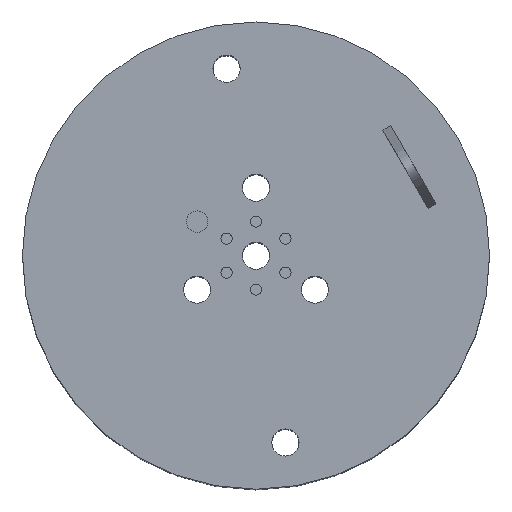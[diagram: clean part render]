
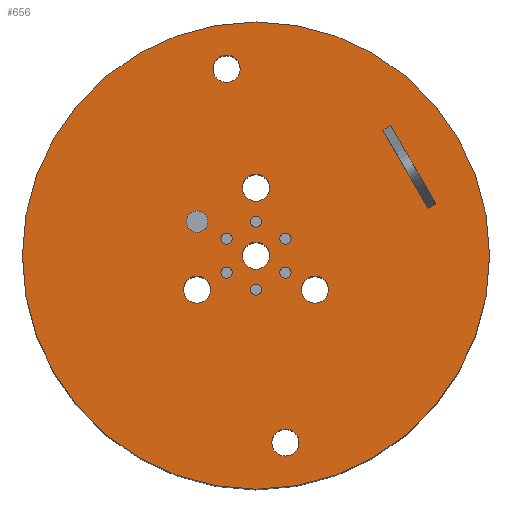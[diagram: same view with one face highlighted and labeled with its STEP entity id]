
A CAD part, top view. The second image highlights one B-rep face of the part: STEP entity #656.
In plain terms, the highlighted planar face has unit normal (0, 0, 1).
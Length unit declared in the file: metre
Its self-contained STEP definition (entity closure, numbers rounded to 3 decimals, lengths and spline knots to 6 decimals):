
#23=LINE('',#1120,#27);
#24=LINE('',#1123,#28);
#25=LINE('',#1125,#29);
#26=LINE('',#1127,#30);
#27=VECTOR('',#940,1.);
#28=VECTOR('',#941,1.);
#29=VECTOR('',#942,1.);
#30=VECTOR('',#943,1.);
#130=ORIENTED_EDGE('',*,*,#220,.T.);
#131=ORIENTED_EDGE('',*,*,#237,.F.);
#132=ORIENTED_EDGE('',*,*,#238,.F.);
#133=ORIENTED_EDGE('',*,*,#239,.F.);
#134=ORIENTED_EDGE('',*,*,#240,.F.);
#135=ORIENTED_EDGE('',*,*,#241,.F.);
#136=ORIENTED_EDGE('',*,*,#242,.F.);
#137=ORIENTED_EDGE('',*,*,#243,.F.);
#138=ORIENTED_EDGE('',*,*,#244,.F.);
#139=ORIENTED_EDGE('',*,*,#245,.F.);
#140=ORIENTED_EDGE('',*,*,#246,.F.);
#141=ORIENTED_EDGE('',*,*,#247,.F.);
#142=ORIENTED_EDGE('',*,*,#248,.F.);
#143=ORIENTED_EDGE('',*,*,#249,.F.);
#144=ORIENTED_EDGE('',*,*,#250,.F.);
#145=ORIENTED_EDGE('',*,*,#251,.T.);
#146=ORIENTED_EDGE('',*,*,#252,.T.);
#147=ORIENTED_EDGE('',*,*,#253,.F.);
#220=EDGE_CURVE('',#286,#286,#350,.T.);
#237=EDGE_CURVE('',#303,#303,#367,.T.);
#238=EDGE_CURVE('',#304,#304,#368,.T.);
#239=EDGE_CURVE('',#305,#305,#369,.T.);
#240=EDGE_CURVE('',#306,#306,#370,.T.);
#241=EDGE_CURVE('',#307,#307,#371,.T.);
#242=EDGE_CURVE('',#308,#308,#372,.T.);
#243=EDGE_CURVE('',#309,#309,#373,.T.);
#244=EDGE_CURVE('',#310,#310,#374,.T.);
#245=EDGE_CURVE('',#311,#311,#375,.T.);
#246=EDGE_CURVE('',#312,#312,#376,.T.);
#247=EDGE_CURVE('',#313,#313,#377,.T.);
#248=EDGE_CURVE('',#314,#314,#378,.T.);
#249=EDGE_CURVE('',#315,#315,#379,.T.);
#250=EDGE_CURVE('',#316,#317,#23,.T.);
#251=EDGE_CURVE('',#316,#318,#24,.T.);
#252=EDGE_CURVE('',#318,#319,#25,.T.);
#253=EDGE_CURVE('',#317,#319,#26,.T.);
#286=VERTEX_POINT('',#1056);
#303=VERTEX_POINT('',#1095);
#304=VERTEX_POINT('',#1097);
#305=VERTEX_POINT('',#1099);
#306=VERTEX_POINT('',#1101);
#307=VERTEX_POINT('',#1103);
#308=VERTEX_POINT('',#1105);
#309=VERTEX_POINT('',#1107);
#310=VERTEX_POINT('',#1109);
#311=VERTEX_POINT('',#1111);
#312=VERTEX_POINT('',#1113);
#313=VERTEX_POINT('',#1115);
#314=VERTEX_POINT('',#1117);
#315=VERTEX_POINT('',#1119);
#316=VERTEX_POINT('',#1121);
#317=VERTEX_POINT('',#1122);
#318=VERTEX_POINT('',#1124);
#319=VERTEX_POINT('',#1126);
#350=CIRCLE('',#730,0.654844);
#367=CIRCLE('',#752,0.015685);
#368=CIRCLE('',#753,0.015685);
#369=CIRCLE('',#754,0.015685);
#370=CIRCLE('',#755,0.015685);
#371=CIRCLE('',#756,0.015685);
#372=CIRCLE('',#757,0.015685);
#373=CIRCLE('',#758,0.0381);
#374=CIRCLE('',#759,0.0381);
#375=CIRCLE('',#760,0.0381);
#376=CIRCLE('',#761,0.0381);
#377=CIRCLE('',#762,0.030163);
#378=CIRCLE('',#763,0.0381);
#379=CIRCLE('',#764,0.0381);
#452=EDGE_LOOP('',(#130));
#453=EDGE_LOOP('',(#131));
#454=EDGE_LOOP('',(#132));
#455=EDGE_LOOP('',(#133));
#456=EDGE_LOOP('',(#134));
#457=EDGE_LOOP('',(#135));
#458=EDGE_LOOP('',(#136));
#459=EDGE_LOOP('',(#137));
#460=EDGE_LOOP('',(#138));
#461=EDGE_LOOP('',(#139));
#462=EDGE_LOOP('',(#140));
#463=EDGE_LOOP('',(#141));
#464=EDGE_LOOP('',(#142));
#465=EDGE_LOOP('',(#143));
#466=EDGE_LOOP('',(#144,#145,#146,#147));
#576=FACE_BOUND('',#452,.T.);
#577=FACE_BOUND('',#453,.T.);
#578=FACE_BOUND('',#454,.T.);
#579=FACE_BOUND('',#455,.T.);
#580=FACE_BOUND('',#456,.T.);
#581=FACE_BOUND('',#457,.T.);
#582=FACE_BOUND('',#458,.T.);
#583=FACE_BOUND('',#459,.T.);
#584=FACE_BOUND('',#460,.T.);
#585=FACE_BOUND('',#461,.T.);
#586=FACE_BOUND('',#462,.T.);
#587=FACE_BOUND('',#463,.T.);
#588=FACE_BOUND('',#464,.T.);
#589=FACE_BOUND('',#465,.T.);
#590=FACE_BOUND('',#466,.T.);
#634=PLANE('',#751);
#656=ADVANCED_FACE('',(#576,#577,#578,#579,#580,#581,#582,#583,#584,#585,
#586,#587,#588,#589,#590),#634,.T.);
#730=AXIS2_PLACEMENT_3D('',#1055,#870,#871);
#751=AXIS2_PLACEMENT_3D('',#1093,#912,#913);
#752=AXIS2_PLACEMENT_3D('',#1094,#914,#915);
#753=AXIS2_PLACEMENT_3D('',#1096,#916,#917);
#754=AXIS2_PLACEMENT_3D('',#1098,#918,#919);
#755=AXIS2_PLACEMENT_3D('',#1100,#920,#921);
#756=AXIS2_PLACEMENT_3D('',#1102,#922,#923);
#757=AXIS2_PLACEMENT_3D('',#1104,#924,#925);
#758=AXIS2_PLACEMENT_3D('',#1106,#926,#927);
#759=AXIS2_PLACEMENT_3D('',#1108,#928,#929);
#760=AXIS2_PLACEMENT_3D('',#1110,#930,#931);
#761=AXIS2_PLACEMENT_3D('',#1112,#932,#933);
#762=AXIS2_PLACEMENT_3D('',#1114,#934,#935);
#763=AXIS2_PLACEMENT_3D('',#1116,#936,#937);
#764=AXIS2_PLACEMENT_3D('',#1118,#938,#939);
#870=DIRECTION('',(0.,0.,1.));
#871=DIRECTION('',(1.,0.,0.));
#912=DIRECTION('',(0.,0.,1.));
#913=DIRECTION('',(1.,0.,0.));
#914=DIRECTION('',(0.,0.,1.));
#915=DIRECTION('',(1.,0.,0.));
#916=DIRECTION('',(0.,0.,1.));
#917=DIRECTION('',(1.,0.,0.));
#918=DIRECTION('',(0.,0.,1.));
#919=DIRECTION('',(1.,0.,0.));
#920=DIRECTION('',(0.,0.,1.));
#921=DIRECTION('',(1.,0.,0.));
#922=DIRECTION('',(0.,0.,1.));
#923=DIRECTION('',(1.,0.,0.));
#924=DIRECTION('',(0.,0.,1.));
#925=DIRECTION('',(1.,0.,0.));
#926=DIRECTION('',(0.,0.,1.));
#927=DIRECTION('',(1.,0.,0.));
#928=DIRECTION('',(0.,0.,1.));
#929=DIRECTION('',(1.,0.,0.));
#930=DIRECTION('',(0.,0.,1.));
#931=DIRECTION('',(1.,0.,0.));
#932=DIRECTION('',(0.,0.,1.));
#933=DIRECTION('',(1.,0.,0.));
#934=DIRECTION('',(0.,0.,1.));
#935=DIRECTION('',(1.,0.,0.));
#936=DIRECTION('',(0.,0.,1.));
#937=DIRECTION('',(1.,0.,0.));
#938=DIRECTION('',(0.,0.,1.));
#939=DIRECTION('',(1.,0.,0.));
#940=DIRECTION('',(-0.866,-0.5,0.));
#941=DIRECTION('',(0.5,-0.866,0.));
#942=DIRECTION('',(-0.866,-0.5,0.));
#943=DIRECTION('',(0.5,-0.866,0.));
#1055=CARTESIAN_POINT('',(0.,0.,1.0541));
#1056=CARTESIAN_POINT('',(0.654844,0.,1.0541));
#1093=CARTESIAN_POINT('',(0.,0.,1.0541));
#1094=CARTESIAN_POINT('',(0.,0.09525,1.0541));
#1095=CARTESIAN_POINT('',(0.015684,0.09525,1.0541));
#1096=CARTESIAN_POINT('',(0.,-0.09525,1.0541));
#1097=CARTESIAN_POINT('',(0.015684,-0.09525,1.0541));
#1098=CARTESIAN_POINT('',(0.082489,0.047625,1.0541));
#1099=CARTESIAN_POINT('',(0.098173,0.047625,1.0541));
#1100=CARTESIAN_POINT('',(0.082489,-0.047625,1.0541));
#1101=CARTESIAN_POINT('',(0.098173,-0.047625,1.0541));
#1102=CARTESIAN_POINT('',(-0.082489,0.047625,1.0541));
#1103=CARTESIAN_POINT('',(-0.066804,0.047625,1.0541));
#1104=CARTESIAN_POINT('',(-0.082489,-0.047625,1.0541));
#1105=CARTESIAN_POINT('',(-0.066804,-0.047625,1.0541));
#1106=CARTESIAN_POINT('',(0.082489,-0.523875,1.0541));
#1107=CARTESIAN_POINT('',(0.120589,-0.523875,1.0541));
#1108=CARTESIAN_POINT('',(-0.164978,-0.09525,1.0541));
#1109=CARTESIAN_POINT('',(-0.126878,-0.09525,1.0541));
#1110=CARTESIAN_POINT('',(0.,0.1905,1.0541));
#1111=CARTESIAN_POINT('',(0.0381,0.1905,1.0541));
#1112=CARTESIAN_POINT('',(-0.082489,0.523875,1.0541));
#1113=CARTESIAN_POINT('',(-0.044389,0.523875,1.0541));
#1114=CARTESIAN_POINT('',(-0.164978,0.09525,1.0541));
#1115=CARTESIAN_POINT('',(-0.134815,0.09525,1.0541));
#1116=CARTESIAN_POINT('',(0.,0.,1.0541));
#1117=CARTESIAN_POINT('',(0.0381,0.,1.0541));
#1118=CARTESIAN_POINT('',(0.164978,-0.09525,1.0541));
#1119=CARTESIAN_POINT('',(0.203078,-0.09525,1.0541));
#1120=CARTESIAN_POINT('',(0.377335,0.364501,1.0541));
#1121=CARTESIAN_POINT('',(0.377335,0.364501,1.0541));
#1122=CARTESIAN_POINT('',(0.355337,0.351801,1.0541));
#1123=CARTESIAN_POINT('',(0.472585,0.199523,1.0541));
#1124=CARTESIAN_POINT('',(0.504335,0.144531,1.0541));
#1125=CARTESIAN_POINT('',(0.504335,0.144531,1.0541));
#1126=CARTESIAN_POINT('',(0.482337,0.131831,1.0541));
#1127=CARTESIAN_POINT('',(0.450587,0.186823,1.0541));
